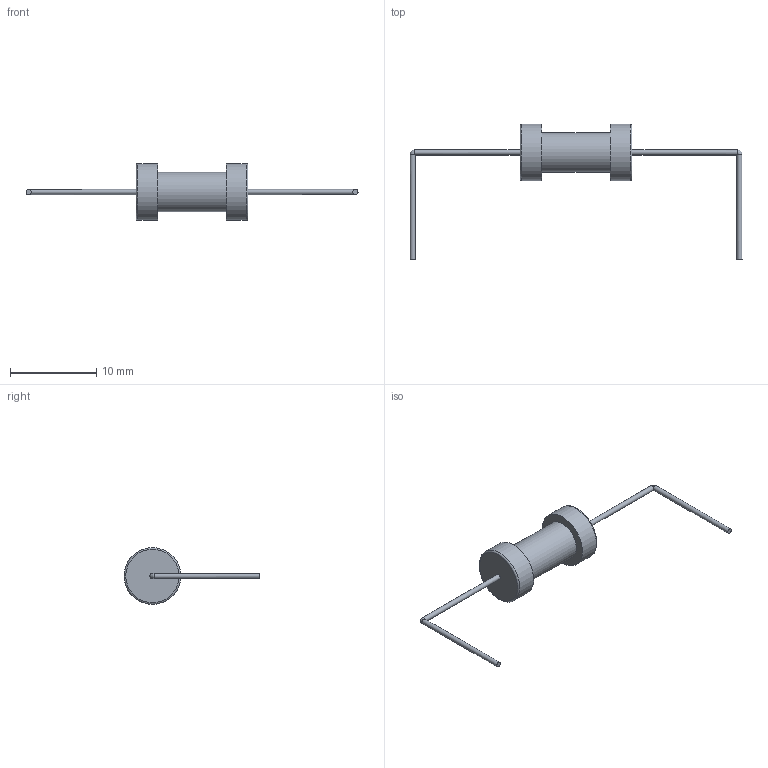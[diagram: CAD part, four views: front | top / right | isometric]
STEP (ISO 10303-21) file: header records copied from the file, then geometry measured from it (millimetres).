
FILE_DESCRIPTION(/* description */ (''),/* implementation_level */ '2;1');
FILE_NAME(/* name */ 'A44.stp',/* time_stamp */ '2023-12-15T07:29:17+02:00',/* author */ ('user'),/* organization */ (''),/* preprocessor_version */ 'ST-DEVELOPER v19.2',/* originating_system */ 'Autodesk Inventor 2024',/* authorisation */ '');
FILE_SCHEMA (('AUTOMOTIVE_DESIGN { 1 0 10303 214 3 1 1 }'));
Length unit declared in the file: millimetre
Products named in the file (1): A44
Bounding box: 38.6 x 15.8 x 6.6 mm (x, y, z)
Volume: 317.8 mm3; surface area: 413.2 mm2
Topology: 1 solids, 1 shells, 17 faces, 37 edges, 22 vertices
Faces by surface type: cylinder 7, plane 6, bspline 2, torus 2
Full cylindrical faces by diameter (mm): 0.6 x4, 4.6 x1, 6.6 x2
Entity records: 528 total; most frequent: CARTESIAN_POINT 113, DIRECTION 91, ORIENTED_EDGE 66, AXIS2_PLACEMENT_3D 42, EDGE_CURVE 33, CIRCLE 24, VERTEX_POINT 22, EDGE_LOOP 21
